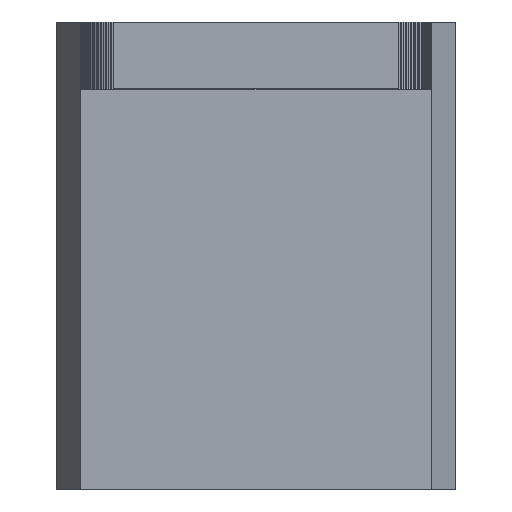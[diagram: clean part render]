
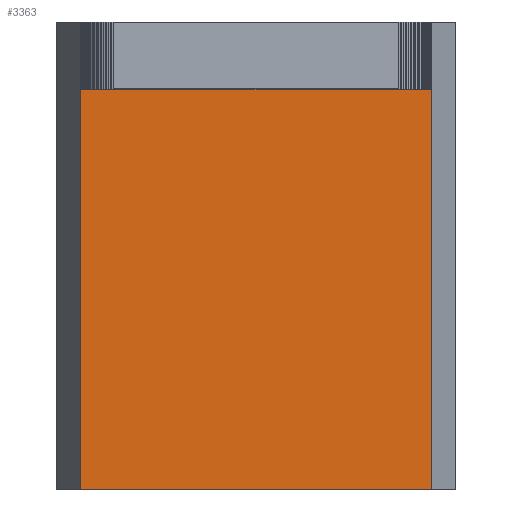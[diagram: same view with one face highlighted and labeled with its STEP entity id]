
A CAD part, top view. The second image highlights one B-rep face of the part: STEP entity #3363.
In plain terms, the highlighted planar face has unit normal (0, 0, 1).
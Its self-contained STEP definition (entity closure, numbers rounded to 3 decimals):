
#32 = PLANE('',#33);
#33 = AXIS2_PLACEMENT_3D('',#34,#35,#36);
#34 = CARTESIAN_POINT('',(0.,-8.,20.795));
#35 = DIRECTION('',(0.,-1.,0.));
#36 = DIRECTION('',(1.,0.,0.));
#337 = VERTEX_POINT('',#338);
#338 = CARTESIAN_POINT('',(-21.,-8.,0.));
#364 = EDGE_CURVE('',#365,#337,#367,.T.);
#365 = VERTEX_POINT('',#366);
#366 = CARTESIAN_POINT('',(21.,-8.,0.));
#367 = SURFACE_CURVE('',#368,(#372,#379),.PCURVE_S1.);
#368 = LINE('',#369,#370);
#369 = CARTESIAN_POINT('',(21.,-8.,0.));
#370 = VECTOR('',#371,1.);
#371 = DIRECTION('',(-1.,-0.,0.));
#372 = PCURVE('',#32,#373);
#373 = DEFINITIONAL_REPRESENTATION('',(#374),#378);
#374 = LINE('',#375,#376);
#375 = CARTESIAN_POINT('',(21.,-20.795));
#376 = VECTOR('',#377,1.);
#377 = DIRECTION('',(-1.,0.));
#378 = ( GEOMETRIC_REPRESENTATION_CONTEXT(2) 
PARAMETRIC_REPRESENTATION_CONTEXT() REPRESENTATION_CONTEXT('2D SPACE',''
  ) );
#379 = PCURVE('',#380,#385);
#380 = PLANE('',#381);
#381 = AXIS2_PLACEMENT_3D('',#382,#383,#384);
#382 = CARTESIAN_POINT('',(-21.,-56.,0.));
#383 = DIRECTION('',(0.,0.,1.));
#384 = DIRECTION('',(1.,0.,0.));
#385 = DEFINITIONAL_REPRESENTATION('',(#386),#390);
#386 = LINE('',#387,#388);
#387 = CARTESIAN_POINT('',(42.,48.));
#388 = VECTOR('',#389,1.);
#389 = DIRECTION('',(-1.,0.));
#390 = ( GEOMETRIC_REPRESENTATION_CONTEXT(2) 
PARAMETRIC_REPRESENTATION_CONTEXT() REPRESENTATION_CONTEXT('2D SPACE',''
  ) );
#3302 = PLANE('',#3303);
#3303 = AXIS2_PLACEMENT_3D('',#3304,#3305,#3306);
#3304 = CARTESIAN_POINT('',(-21.,-56.,-10.));
#3305 = DIRECTION('',(1.,0.,0.));
#3306 = DIRECTION('',(0.,0.,1.));
#3363 = ADVANCED_FACE('',(#3364),#380,.T.);
#3364 = FACE_BOUND('',#3365,.T.);
#3365 = EDGE_LOOP('',(#3366,#3389,#3417,#3443));
#3366 = ORIENTED_EDGE('',*,*,#3367,.F.);
#3367 = EDGE_CURVE('',#3368,#337,#3370,.T.);
#3368 = VERTEX_POINT('',#3369);
#3369 = CARTESIAN_POINT('',(-21.,-56.,0.));
#3370 = SURFACE_CURVE('',#3371,(#3375,#3382),.PCURVE_S1.);
#3371 = LINE('',#3372,#3373);
#3372 = CARTESIAN_POINT('',(-21.,-56.,0.));
#3373 = VECTOR('',#3374,1.);
#3374 = DIRECTION('',(0.,1.,0.));
#3375 = PCURVE('',#380,#3376);
#3376 = DEFINITIONAL_REPRESENTATION('',(#3377),#3381);
#3377 = LINE('',#3378,#3379);
#3378 = CARTESIAN_POINT('',(0.,0.));
#3379 = VECTOR('',#3380,1.);
#3380 = DIRECTION('',(0.,1.));
#3381 = ( GEOMETRIC_REPRESENTATION_CONTEXT(2) 
PARAMETRIC_REPRESENTATION_CONTEXT() REPRESENTATION_CONTEXT('2D SPACE',''
  ) );
#3382 = PCURVE('',#3302,#3383);
#3383 = DEFINITIONAL_REPRESENTATION('',(#3384),#3388);
#3384 = LINE('',#3385,#3386);
#3385 = CARTESIAN_POINT('',(10.,0.));
#3386 = VECTOR('',#3387,1.);
#3387 = DIRECTION('',(0.,-1.));
#3388 = ( GEOMETRIC_REPRESENTATION_CONTEXT(2) 
PARAMETRIC_REPRESENTATION_CONTEXT() REPRESENTATION_CONTEXT('2D SPACE',''
  ) );
#3389 = ORIENTED_EDGE('',*,*,#3390,.T.);
#3390 = EDGE_CURVE('',#3368,#3391,#3393,.T.);
#3391 = VERTEX_POINT('',#3392);
#3392 = CARTESIAN_POINT('',(21.,-56.,0.));
#3393 = SURFACE_CURVE('',#3394,(#3398,#3405),.PCURVE_S1.);
#3394 = LINE('',#3395,#3396);
#3395 = CARTESIAN_POINT('',(-21.,-56.,0.));
#3396 = VECTOR('',#3397,1.);
#3397 = DIRECTION('',(1.,0.,0.));
#3398 = PCURVE('',#380,#3399);
#3399 = DEFINITIONAL_REPRESENTATION('',(#3400),#3404);
#3400 = LINE('',#3401,#3402);
#3401 = CARTESIAN_POINT('',(0.,0.));
#3402 = VECTOR('',#3403,1.);
#3403 = DIRECTION('',(1.,0.));
#3404 = ( GEOMETRIC_REPRESENTATION_CONTEXT(2) 
PARAMETRIC_REPRESENTATION_CONTEXT() REPRESENTATION_CONTEXT('2D SPACE',''
  ) );
#3405 = PCURVE('',#3406,#3411);
#3406 = PLANE('',#3407);
#3407 = AXIS2_PLACEMENT_3D('',#3408,#3409,#3410);
#3408 = CARTESIAN_POINT('',(-21.,-56.,-10.));
#3409 = DIRECTION('',(0.,1.,0.));
#3410 = DIRECTION('',(0.,0.,1.));
#3411 = DEFINITIONAL_REPRESENTATION('',(#3412),#3416);
#3412 = LINE('',#3413,#3414);
#3413 = CARTESIAN_POINT('',(10.,0.));
#3414 = VECTOR('',#3415,1.);
#3415 = DIRECTION('',(0.,1.));
#3416 = ( GEOMETRIC_REPRESENTATION_CONTEXT(2) 
PARAMETRIC_REPRESENTATION_CONTEXT() REPRESENTATION_CONTEXT('2D SPACE',''
  ) );
#3417 = ORIENTED_EDGE('',*,*,#3418,.T.);
#3418 = EDGE_CURVE('',#3391,#365,#3419,.T.);
#3419 = SURFACE_CURVE('',#3420,(#3424,#3431),.PCURVE_S1.);
#3420 = LINE('',#3421,#3422);
#3421 = CARTESIAN_POINT('',(21.,-56.,0.));
#3422 = VECTOR('',#3423,1.);
#3423 = DIRECTION('',(0.,1.,0.));
#3424 = PCURVE('',#380,#3425);
#3425 = DEFINITIONAL_REPRESENTATION('',(#3426),#3430);
#3426 = LINE('',#3427,#3428);
#3427 = CARTESIAN_POINT('',(42.,0.));
#3428 = VECTOR('',#3429,1.);
#3429 = DIRECTION('',(0.,1.));
#3430 = ( GEOMETRIC_REPRESENTATION_CONTEXT(2) 
PARAMETRIC_REPRESENTATION_CONTEXT() REPRESENTATION_CONTEXT('2D SPACE',''
  ) );
#3431 = PCURVE('',#3432,#3437);
#3432 = PLANE('',#3433);
#3433 = AXIS2_PLACEMENT_3D('',#3434,#3435,#3436);
#3434 = CARTESIAN_POINT('',(21.,-56.,-10.));
#3435 = DIRECTION('',(1.,0.,0.));
#3436 = DIRECTION('',(0.,0.,1.));
#3437 = DEFINITIONAL_REPRESENTATION('',(#3438),#3442);
#3438 = LINE('',#3439,#3440);
#3439 = CARTESIAN_POINT('',(10.,0.));
#3440 = VECTOR('',#3441,1.);
#3441 = DIRECTION('',(0.,-1.));
#3442 = ( GEOMETRIC_REPRESENTATION_CONTEXT(2) 
PARAMETRIC_REPRESENTATION_CONTEXT() REPRESENTATION_CONTEXT('2D SPACE',''
  ) );
#3443 = ORIENTED_EDGE('',*,*,#364,.T.);
